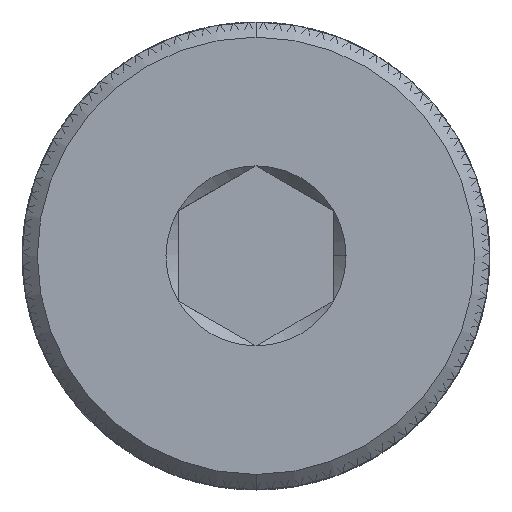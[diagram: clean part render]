
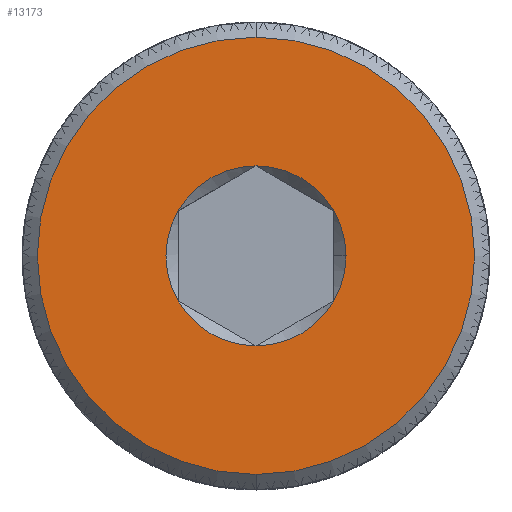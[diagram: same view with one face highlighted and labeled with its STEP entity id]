
A CAD part, top view. The second image highlights one B-rep face of the part: STEP entity #13173.
In plain terms, the highlighted planar face has unit normal (0, 0, 1).
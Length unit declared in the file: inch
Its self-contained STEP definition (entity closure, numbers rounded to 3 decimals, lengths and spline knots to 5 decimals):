
#260 = FACE_BOUND ( 'NONE', #3972, .T. ) ;
#957 = FACE_OUTER_BOUND ( 'NONE', #8277, .T. ) ;
#1050 = DIRECTION ( 'NONE',  ( 1., 0., 0. ) ) ;
#1096 = EDGE_CURVE ( 'NONE', #1978, #11197, #1630, .T. ) ;
#1612 = ORIENTED_EDGE ( 'NONE', *, *, #12062, .T. ) ;
#1630 = CIRCLE ( 'NONE', #9179, 0.07217 ) ;
#1854 = CARTESIAN_POINT ( 'NONE',  ( 0., 0., 0. ) ) ;
#1906 = DIRECTION ( 'NONE',  ( 0., 0., 1. ) ) ;
#1918 = ORIENTED_EDGE ( 'NONE', *, *, #7404, .F. ) ;
#1978 = VERTEX_POINT ( 'NONE', #12833 ) ;
#2027 = CIRCLE ( 'NONE', #10238, 0.07217 ) ;
#2098 = DIRECTION ( 'NONE',  ( 0., 0., 1. ) ) ;
#2335 = CIRCLE ( 'NONE', #6990, 0.07217 ) ;
#2805 = CARTESIAN_POINT ( 'NONE',  ( 0.0625, -0.03608, 0. ) ) ;
#3028 = CIRCLE ( 'NONE', #11420, 0.17531 ) ;
#3334 = CARTESIAN_POINT ( 'NONE',  ( 0., 0., 0. ) ) ;
#3362 = AXIS2_PLACEMENT_3D ( 'NONE', #7881, #8919, #9969 ) ;
#3421 = EDGE_CURVE ( 'NONE', #9381, #5767, #2027, .T. ) ;
#3427 = VERTEX_POINT ( 'NONE', #9717 ) ;
#3605 = CARTESIAN_POINT ( 'NONE',  ( 0., 0., 0. ) ) ;
#3796 = VERTEX_POINT ( 'NONE', #9980 ) ;
#3972 = EDGE_LOOP ( 'NONE', ( #9802, #11003, #1918, #8725, #5034, #4338, #6532 ) ) ;
#4313 = AXIS2_PLACEMENT_3D ( 'NONE', #1854, #5477, #1050 ) ;
#4338 = ORIENTED_EDGE ( 'NONE', *, *, #12549, .F. ) ;
#4370 = VERTEX_POINT ( 'NONE', #6638 ) ;
#4444 = DIRECTION ( 'NONE',  ( 0., 0., 1. ) ) ;
#4736 = CIRCLE ( 'NONE', #12311, 0.07217 ) ;
#4858 = CIRCLE ( 'NONE', #12858, 0.07217 ) ;
#5034 = ORIENTED_EDGE ( 'NONE', *, *, #1096, .F. ) ;
#5217 = VERTEX_POINT ( 'NONE', #10643 ) ;
#5368 = DIRECTION ( 'NONE',  ( 1., 0., 0. ) ) ;
#5419 = CARTESIAN_POINT ( 'NONE',  ( 0., -0.07217, 0. ) ) ;
#5455 = DIRECTION ( 'NONE',  ( 1., 0., 0. ) ) ;
#5477 = DIRECTION ( 'NONE',  ( 0., 0., 1. ) ) ;
#5525 = CIRCLE ( 'NONE', #8542, 0.07217 ) ;
#5767 = VERTEX_POINT ( 'NONE', #2805 ) ;
#5854 = EDGE_CURVE ( 'NONE', #3796, #9381, #2335, .T. ) ;
#6331 = DIRECTION ( 'NONE',  ( 0., 0., 1. ) ) ;
#6532 = ORIENTED_EDGE ( 'NONE', *, *, #6941, .F. ) ;
#6638 = CARTESIAN_POINT ( 'NONE',  ( 0.07217, 0., 0. ) ) ;
#6815 = CARTESIAN_POINT ( 'NONE',  ( 0., 0.07217, 0. ) ) ;
#6941 = EDGE_CURVE ( 'NONE', #5767, #4370, #5525, .T. ) ;
#6949 = PLANE ( 'NONE',  #12764 ) ;
#6990 = AXIS2_PLACEMENT_3D ( 'NONE', #12782, #1906, #8516 ) ;
#7404 = EDGE_CURVE ( 'NONE', #12397, #3796, #13301, .T. ) ;
#7595 = CARTESIAN_POINT ( 'NONE',  ( 0., 0., 0. ) ) ;
#7830 = ORIENTED_EDGE ( 'NONE', *, *, #11830, .T. ) ;
#7881 = CARTESIAN_POINT ( 'NONE',  ( 0., 0., 0. ) ) ;
#8118 = DIRECTION ( 'NONE',  ( 1., 0., 0. ) ) ;
#8259 = CARTESIAN_POINT ( 'NONE',  ( -0.0625, 0.03608, 0. ) ) ;
#8277 = EDGE_LOOP ( 'NONE', ( #7830, #1612 ) ) ;
#8516 = DIRECTION ( 'NONE',  ( 1., 0., 0. ) ) ;
#8542 = AXIS2_PLACEMENT_3D ( 'NONE', #3334, #10954, #12036 ) ;
#8627 = CARTESIAN_POINT ( 'NONE',  ( 0., 0., 0. ) ) ;
#8686 = DIRECTION ( 'NONE',  ( 1., 0., 0. ) ) ;
#8725 = ORIENTED_EDGE ( 'NONE', *, *, #9786, .F. ) ;
#8919 = DIRECTION ( 'NONE',  ( 0., 0., 1. ) ) ;
#9179 = AXIS2_PLACEMENT_3D ( 'NONE', #10339, #10161, #8118 ) ;
#9381 = VERTEX_POINT ( 'NONE', #5419 ) ;
#9502 = CARTESIAN_POINT ( 'NONE',  ( 0., 0., 0. ) ) ;
#9717 = CARTESIAN_POINT ( 'NONE',  ( 0., -0.17531, 0. ) ) ;
#9786 = EDGE_CURVE ( 'NONE', #11197, #12397, #4736, .T. ) ;
#9802 = ORIENTED_EDGE ( 'NONE', *, *, #3421, .F. ) ;
#9969 = DIRECTION ( 'NONE',  ( 0., -1., 0. ) ) ;
#9980 = CARTESIAN_POINT ( 'NONE',  ( -0.0625, -0.03608, 0. ) ) ;
#10161 = DIRECTION ( 'NONE',  ( 0., 0., 1. ) ) ;
#10226 = DIRECTION ( 'NONE',  ( 0., -1., 0. ) ) ;
#10238 = AXIS2_PLACEMENT_3D ( 'NONE', #7595, #12041, #5455 ) ;
#10339 = CARTESIAN_POINT ( 'NONE',  ( 0., 0., 0. ) ) ;
#10643 = CARTESIAN_POINT ( 'NONE',  ( 0., 0.17531, 0. ) ) ;
#10700 = DIRECTION ( 'NONE',  ( 0., -1., 0. ) ) ;
#10844 = CARTESIAN_POINT ( 'NONE',  ( 0., 0., 0. ) ) ;
#10954 = DIRECTION ( 'NONE',  ( 0., 0., 1. ) ) ;
#11003 = ORIENTED_EDGE ( 'NONE', *, *, #5854, .F. ) ;
#11197 = VERTEX_POINT ( 'NONE', #6815 ) ;
#11420 = AXIS2_PLACEMENT_3D ( 'NONE', #9502, #6331, #10700 ) ;
#11653 = CIRCLE ( 'NONE', #3362, 0.17531 ) ;
#11830 = EDGE_CURVE ( 'NONE', #5217, #3427, #3028, .T. ) ;
#12036 = DIRECTION ( 'NONE',  ( 1., 0., 0. ) ) ;
#12041 = DIRECTION ( 'NONE',  ( 0., 0., 1. ) ) ;
#12062 = EDGE_CURVE ( 'NONE', #3427, #5217, #11653, .T. ) ;
#12311 = AXIS2_PLACEMENT_3D ( 'NONE', #10844, #4444, #8686 ) ;
#12397 = VERTEX_POINT ( 'NONE', #8259 ) ;
#12549 = EDGE_CURVE ( 'NONE', #4370, #1978, #4858, .T. ) ;
#12764 = AXIS2_PLACEMENT_3D ( 'NONE', #3605, #13425, #10226 ) ;
#12782 = CARTESIAN_POINT ( 'NONE',  ( 0., 0., 0. ) ) ;
#12833 = CARTESIAN_POINT ( 'NONE',  ( 0.0625, 0.03608, 0. ) ) ;
#12858 = AXIS2_PLACEMENT_3D ( 'NONE', #8627, #2098, #5368 ) ;
#13173 = ADVANCED_FACE ( 'NONE', ( #260, #957 ), #6949, .T. ) ;
#13301 = CIRCLE ( 'NONE', #4313, 0.07217 ) ;
#13425 = DIRECTION ( 'NONE',  ( 0., 0., 1. ) ) ;
